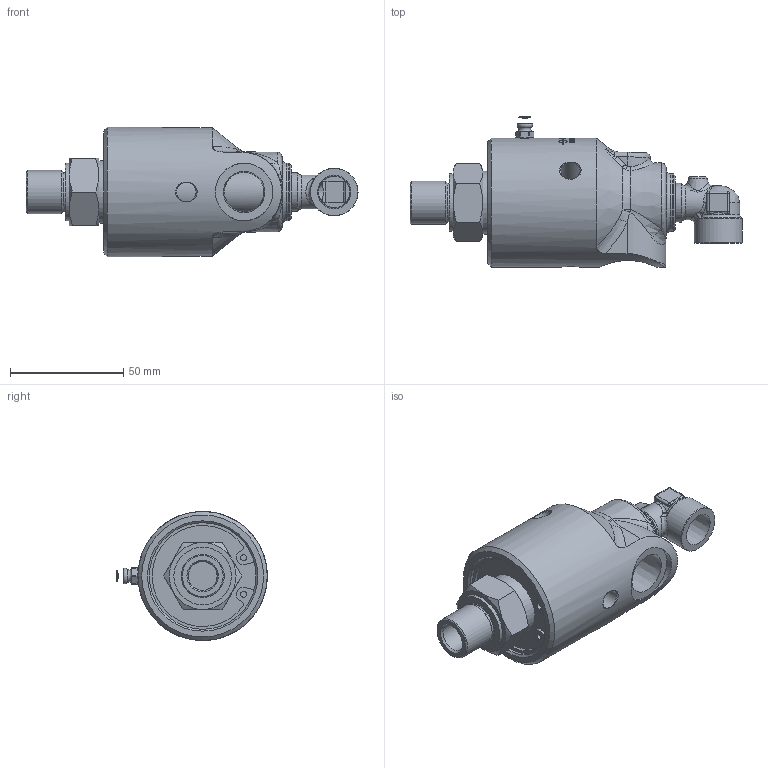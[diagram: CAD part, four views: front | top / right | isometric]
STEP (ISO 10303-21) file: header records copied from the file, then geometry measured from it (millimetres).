
FILE_DESCRIPTION(/* description */ (''),/* implementation_level */ '2;1');
FILE_NAME(/* name */ '155-000-022061-IC.stp',/* time_stamp */ '2020-05-19T15:34:16-05:00',/* author */ ('Moorera'),/* organization */ (''),/* preprocessor_version */ 'ST-DEVELOPER v18.1',/* originating_system */ 'Autodesk Inventor 2020',/* authorisation */ '');
FILE_SCHEMA (('AUTOMOTIVE_DESIGN { 1 0 10303 214 3 1 1 }'));
Length unit declared in the file: millimetre
Products named in the file (1): 155-000-022061-IC
Bounding box: 146.52 x 66.41 x 57 mm (x, y, z)
Volume: 178506.9 mm3; surface area: 29817.3 mm2
Topology: 1 solids, 4 shells, 559 faces, 1491 edges, 978 vertices
Faces by surface type: bspline 247, plane 142, cylinder 100, cone 43, torus 15, sphere 12
Full cylindrical faces by diameter (mm): 2.005 x1, 2.644 x2, 3.5 x1, 5.359 x1, 8.6 x3, 9.53 x1, 12.7 x1, 13.889 x1, 15 x1, 17.475 x1, 19 x1, 19.05 x1, 21 x1, 25.4 x2, 27.8 x1, 47.07 x1, 57 x1
Entity records: 27371 total; most frequent: CARTESIAN_POINT 14478, ORIENTED_EDGE 2958, DIRECTION 2076, EDGE_CURVE 1479, VERTEX_POINT 980, AXIS2_PLACEMENT_3D 800, EDGE_LOOP 613, FACE_OUTER_BOUND 559
